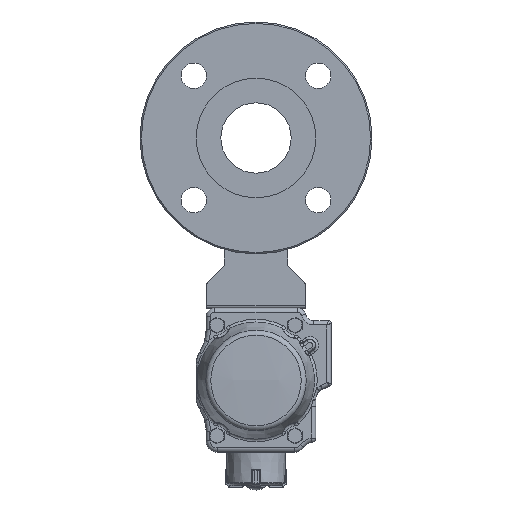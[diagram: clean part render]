
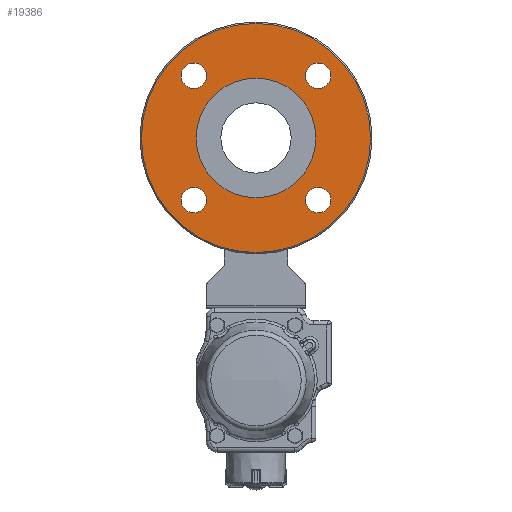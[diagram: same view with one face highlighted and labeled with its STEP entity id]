
A CAD part, front view. The second image highlights one B-rep face of the part: STEP entity #19386.
In plain terms, the highlighted planar face has unit normal (0, -1, 0).
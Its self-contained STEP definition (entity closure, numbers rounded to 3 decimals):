
#1040=PLANE('',#20817);
#1620=CIRCLE('',#20811,42.5);
#1624=CIRCLE('',#20818,81.5);
#1625=CIRCLE('',#20819,9.);
#1626=CIRCLE('',#20820,9.);
#1627=CIRCLE('',#20821,9.);
#1628=CIRCLE('',#20822,9.);
#3782=ORIENTED_EDGE('',*,*,#8135,.T.);
#3783=ORIENTED_EDGE('',*,*,#8131,.T.);
#3784=ORIENTED_EDGE('',*,*,#8136,.F.);
#3785=ORIENTED_EDGE('',*,*,#8137,.F.);
#3786=ORIENTED_EDGE('',*,*,#8138,.F.);
#3787=ORIENTED_EDGE('',*,*,#8139,.F.);
#8131=EDGE_CURVE('',#10389,#10389,#1620,.T.);
#8135=EDGE_CURVE('',#10393,#10393,#1624,.T.);
#8136=EDGE_CURVE('',#10394,#10394,#1625,.T.);
#8137=EDGE_CURVE('',#10395,#10395,#1626,.T.);
#8138=EDGE_CURVE('',#10396,#10396,#1627,.T.);
#8139=EDGE_CURVE('',#10397,#10397,#1628,.T.);
#10389=VERTEX_POINT('',#30284);
#10393=VERTEX_POINT('',#30295);
#10394=VERTEX_POINT('',#30297);
#10395=VERTEX_POINT('',#30299);
#10396=VERTEX_POINT('',#30301);
#10397=VERTEX_POINT('',#30303);
#13944=EDGE_LOOP('',(#3782));
#13945=EDGE_LOOP('',(#3783));
#13946=EDGE_LOOP('',(#3784));
#13947=EDGE_LOOP('',(#3785));
#13948=EDGE_LOOP('',(#3786));
#13949=EDGE_LOOP('',(#3787));
#15293=FACE_BOUND('',#13944,.T.);
#15294=FACE_BOUND('',#13945,.T.);
#15295=FACE_BOUND('',#13946,.T.);
#15296=FACE_BOUND('',#13947,.T.);
#15297=FACE_BOUND('',#13948,.T.);
#15298=FACE_BOUND('',#13949,.T.);
#19386=ADVANCED_FACE('',(#15293,#15294,#15295,#15296,#15297,#15298),#1040,
 .T.);
#20811=AXIS2_PLACEMENT_3D('',#30283,#23707,#23708);
#20817=AXIS2_PLACEMENT_3D('',#30293,#23719,#23720);
#20818=AXIS2_PLACEMENT_3D('',#30294,#23721,#23722);
#20819=AXIS2_PLACEMENT_3D('',#30296,#23723,#23724);
#20820=AXIS2_PLACEMENT_3D('',#30298,#23725,#23726);
#20821=AXIS2_PLACEMENT_3D('',#30300,#23727,#23728);
#20822=AXIS2_PLACEMENT_3D('',#30302,#23729,#23730);
#23707=DIRECTION('',(0.,1.,0.));
#23708=DIRECTION('',(1.,0.,0.));
#23719=DIRECTION('',(0.,-1.,0.));
#23720=DIRECTION('',(0.,0.,-1.));
#23721=DIRECTION('',(0.,-1.,0.));
#23722=DIRECTION('',(0.,0.,-1.));
#23723=DIRECTION('',(0.,-1.,0.));
#23724=DIRECTION('',(-1.,0.,0.));
#23725=DIRECTION('',(0.,-1.,0.));
#23726=DIRECTION('',(-1.,0.,0.));
#23727=DIRECTION('',(0.,-1.,0.));
#23728=DIRECTION('',(-1.,0.,0.));
#23729=DIRECTION('',(0.,-1.,0.));
#23730=DIRECTION('',(-1.,0.,0.));
#30283=CARTESIAN_POINT('',(0.,-73.,0.));
#30284=CARTESIAN_POINT('',(42.5,-73.,0.));
#30293=CARTESIAN_POINT('',(0.,-73.,0.));
#30294=CARTESIAN_POINT('',(0.,-73.,0.));
#30295=CARTESIAN_POINT('',(0.,-73.,-81.5));
#30296=CARTESIAN_POINT('',(44.194,-73.,44.194));
#30297=CARTESIAN_POINT('',(35.194,-73.,44.194));
#30298=CARTESIAN_POINT('',(-44.194,-73.,44.194));
#30299=CARTESIAN_POINT('',(-53.194,-73.,44.194));
#30300=CARTESIAN_POINT('',(-44.194,-73.,-44.194));
#30301=CARTESIAN_POINT('',(-53.194,-73.,-44.194));
#30302=CARTESIAN_POINT('',(44.194,-73.,-44.194));
#30303=CARTESIAN_POINT('',(35.194,-73.,-44.194));
